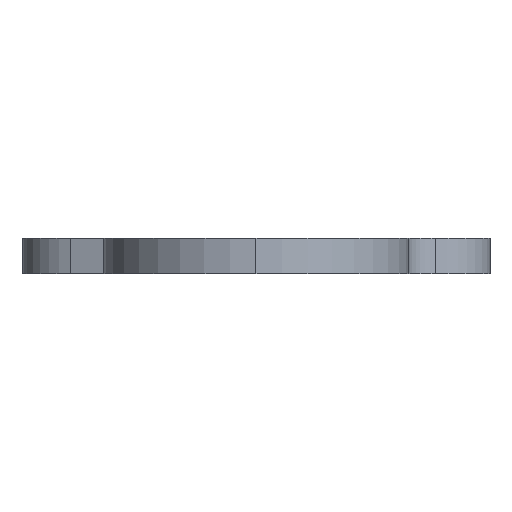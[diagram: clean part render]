
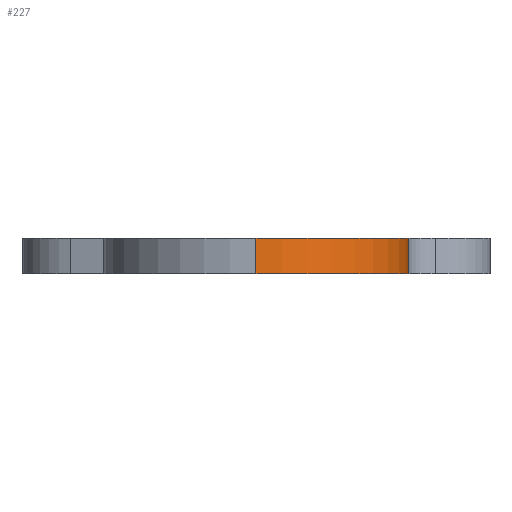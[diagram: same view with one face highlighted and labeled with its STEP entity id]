
A CAD part, left-side view. The second image highlights one B-rep face of the part: STEP entity #227.
In plain terms, the highlighted cylindrical face has radius 13 mm (diameter 26 mm), a partial arc.
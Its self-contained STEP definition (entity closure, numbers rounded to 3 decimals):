
#1 = ORIENTED_EDGE ( 'NONE', *, *, #244, .F. ) ;
#33 = VERTEX_POINT ( 'NONE', #508 ) ;
#35 = VERTEX_POINT ( 'NONE', #510 ) ;
#36 = VERTEX_POINT ( 'NONE', #511 ) ;
#165 = CIRCLE ( 'NONE', #856, 13. ) ;
#178 = CIRCLE ( 'NONE', #843, 13. ) ;
#186 = EDGE_CURVE ( 'NONE', #35, #301, #533, .T. ) ;
#227 = ADVANCED_FACE ( 'NONE', ( #830 ), #838, .T. ) ;
#244 = EDGE_CURVE ( 'NONE', #36, #35, #178, .T. ) ;
#266 = EDGE_CURVE ( 'NONE', #36, #33, #752, .T. ) ;
#277 = EDGE_CURVE ( 'NONE', #33, #301, #165, .T. ) ;
#301 = VERTEX_POINT ( 'NONE', #447 ) ;
#336 = EDGE_LOOP ( 'NONE', ( #1, #808, #809, #807 ) ) ;
#403 = VECTOR ( 'NONE', #535, 1000. ) ;
#447 = CARTESIAN_POINT ( 'NONE',  ( -87., -13., -1.5 ) ) ;
#508 = CARTESIAN_POINT ( 'NONE',  ( -100., 0., -1.5 ) ) ;
#510 = CARTESIAN_POINT ( 'NONE',  ( -87., -13., 1.5 ) ) ;
#511 = CARTESIAN_POINT ( 'NONE',  ( -100., 0., 1.5 ) ) ;
#533 = LINE ( 'NONE', #534, #403 ) ;
#534 = CARTESIAN_POINT ( 'NONE',  ( -87., -13., 1.5 ) ) ;
#535 = DIRECTION ( 'NONE',  ( 0., 0., -1. ) ) ;
#660 = CARTESIAN_POINT ( 'NONE',  ( -87., 0., 1.5 ) ) ;
#661 = DIRECTION ( 'NONE',  ( 0., 0., -1. ) ) ;
#662 = DIRECTION ( 'NONE',  ( -1., 0., 0. ) ) ;
#694 = CARTESIAN_POINT ( 'NONE',  ( -87., 0., 1.5 ) ) ;
#695 = DIRECTION ( 'NONE',  ( 0., 0., 1. ) ) ;
#696 = DIRECTION ( 'NONE',  ( -1., 0., 0. ) ) ;
#752 = LINE ( 'NONE', #753, #872 ) ;
#753 = CARTESIAN_POINT ( 'NONE',  ( -100., 0., 1.5 ) ) ;
#754 = DIRECTION ( 'NONE',  ( 0., 0., -1. ) ) ;
#775 = CARTESIAN_POINT ( 'NONE',  ( -87., 0., -1.5 ) ) ;
#776 = DIRECTION ( 'NONE',  ( 0., 0., 1. ) ) ;
#777 = DIRECTION ( 'NONE',  ( -1., 0., 0. ) ) ;
#807 = ORIENTED_EDGE ( 'NONE', *, *, #186, .F. ) ;
#808 = ORIENTED_EDGE ( 'NONE', *, *, #266, .T. ) ;
#809 = ORIENTED_EDGE ( 'NONE', *, *, #277, .T. ) ;
#830 = FACE_OUTER_BOUND ( 'NONE', #336, .T. ) ;
#831 = AXIS2_PLACEMENT_3D ( 'NONE', #660, #661, #662 ) ;
#838 = CYLINDRICAL_SURFACE ( 'NONE', #831, 13. ) ;
#843 = AXIS2_PLACEMENT_3D ( 'NONE', #694, #695, #696 ) ;
#856 = AXIS2_PLACEMENT_3D ( 'NONE', #775, #776, #777 ) ;
#872 = VECTOR ( 'NONE', #754, 1000. ) ;
